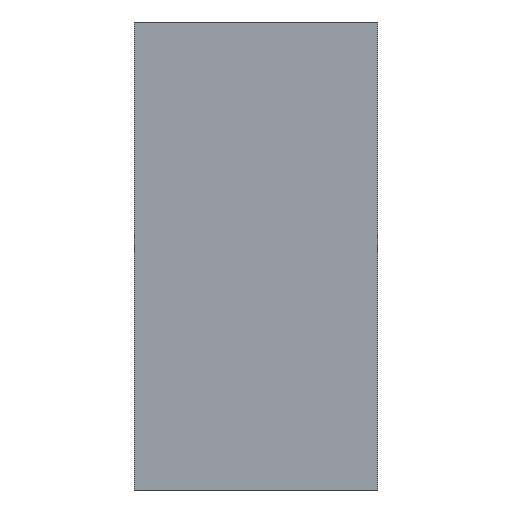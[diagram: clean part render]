
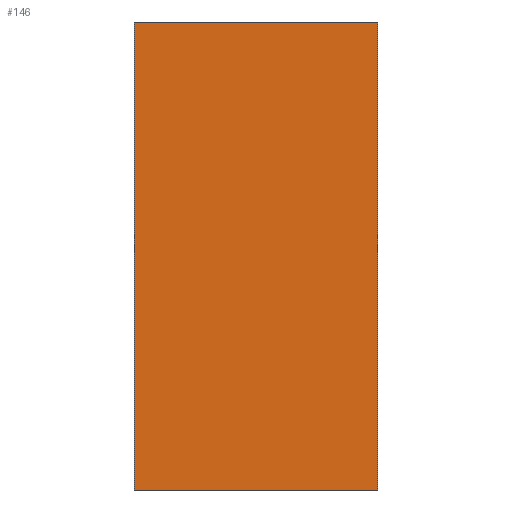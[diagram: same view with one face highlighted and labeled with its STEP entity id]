
A CAD part, front view. The second image highlights one B-rep face of the part: STEP entity #146.
In plain terms, the highlighted planar face has unit normal (0, -1, 0).
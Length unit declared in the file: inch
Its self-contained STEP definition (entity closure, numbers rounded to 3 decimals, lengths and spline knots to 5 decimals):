
#20=FACE_OUTER_BOUND('',#28,.T.);
#28=EDGE_LOOP('',(#117,#118,#119,#120));
#32=LINE('',#213,#50);
#46=LINE('',#240,#64);
#47=LINE('',#242,#65);
#48=LINE('',#243,#66);
#50=VECTOR('',#176,0.3937);
#64=VECTOR('',#198,0.3937);
#65=VECTOR('',#201,0.3937);
#66=VECTOR('',#202,0.3937);
#68=VERTEX_POINT('',#210);
#69=VERTEX_POINT('',#212);
#77=VERTEX_POINT('',#236);
#78=VERTEX_POINT('',#238);
#80=EDGE_CURVE('',#68,#69,#32,.T.);
#94=EDGE_CURVE('',#77,#78,#46,.T.);
#95=EDGE_CURVE('',#68,#77,#47,.T.);
#96=EDGE_CURVE('',#69,#78,#48,.T.);
#117=ORIENTED_EDGE('',*,*,#95,.T.);
#118=ORIENTED_EDGE('',*,*,#94,.T.);
#119=ORIENTED_EDGE('',*,*,#96,.F.);
#120=ORIENTED_EDGE('',*,*,#80,.F.);
#138=PLANE('',#168);
#146=ADVANCED_FACE('',(#20),#138,.T.);
#168=AXIS2_PLACEMENT_3D('',#241,#199,#200);
#176=DIRECTION('',(0.,0.,1.));
#198=DIRECTION('',(0.,0.,1.));
#199=DIRECTION('center_axis',(0.,-1.,0.));
#200=DIRECTION('ref_axis',(1.,0.,0.));
#201=DIRECTION('',(1.,0.,0.));
#202=DIRECTION('',(1.,0.,0.));
#210=CARTESIAN_POINT('',(-16.,23.87495,-67.1875));
#212=CARTESIAN_POINT('',(-16.,23.87495,-36.4375));
#213=CARTESIAN_POINT('',(-16.,23.87495,-59.6875));
#236=CARTESIAN_POINT('',(0.,23.87495,-67.1875));
#238=CARTESIAN_POINT('',(0.,23.87495,-36.4375));
#240=CARTESIAN_POINT('',(0.,23.87495,-59.6875));
#241=CARTESIAN_POINT('Origin',(-16.,23.87495,-59.6875));
#242=CARTESIAN_POINT('',(-12.,23.87495,-67.1875));
#243=CARTESIAN_POINT('',(-12.,23.87495,-36.4375));
